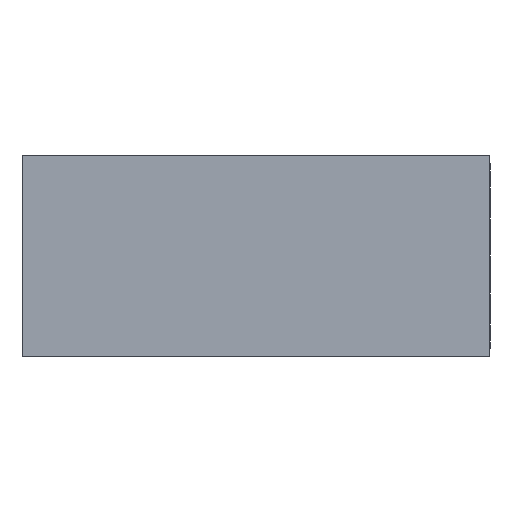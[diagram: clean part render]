
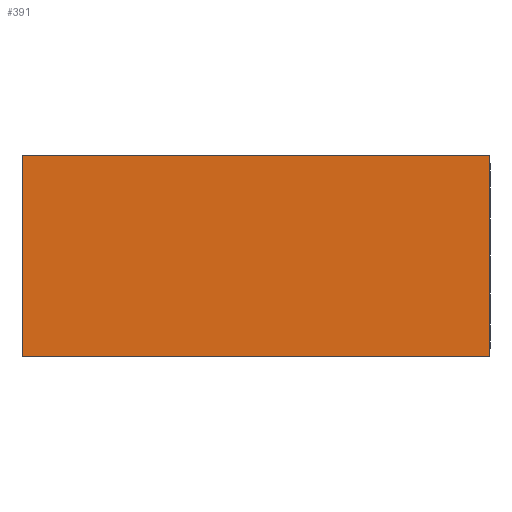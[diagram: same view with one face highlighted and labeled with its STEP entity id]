
A CAD part, front view. The second image highlights one B-rep face of the part: STEP entity #391.
In plain terms, the highlighted planar face has unit normal (0, -1, 0).
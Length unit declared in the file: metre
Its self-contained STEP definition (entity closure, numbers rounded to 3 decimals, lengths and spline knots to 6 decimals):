
#391 = ADVANCED_FACE( 'NONE', ( #908 ), #909, .F. );
#908 = FACE_OUTER_BOUND( '', #1546, .T. );
#909 = PLANE( '', #1547 );
#1546 = EDGE_LOOP( '', ( #2690, #2691, #2692, #2693 ) );
#1547 = AXIS2_PLACEMENT_3D( '', #2694, #2695, #2696 );
#2690 = ORIENTED_EDGE( '', *, *, #3936, .T. );
#2691 = ORIENTED_EDGE( '', *, *, #3720, .F. );
#2692 = ORIENTED_EDGE( '', *, *, #3937, .T. );
#2693 = ORIENTED_EDGE( '', *, *, #3858, .T. );
#2694 = CARTESIAN_POINT( '', ( -0.029, -0.015, 0.0125 ) );
#2695 = DIRECTION( '', ( 0., 1., 0. ) );
#2696 = DIRECTION( '', ( 1., 0., 0. ) );
#3720 = EDGE_CURVE( 'NONE', #4486, #4481, #4488, .T. );
#3858 = EDGE_CURVE( 'NONE', #4711, #4709, #4712, .T. );
#3936 = EDGE_CURVE( 'NONE', #4709, #4481, #4824, .T. );
#3937 = EDGE_CURVE( 'NONE', #4486, #4711, #4825, .T. );
#4481 = VERTEX_POINT( 'NONE', #5762 );
#4486 = VERTEX_POINT( 'NONE', #5769 );
#4488 = LINE( '', #5772, #5773 );
#4709 = VERTEX_POINT( 'NONE', #6142 );
#4711 = VERTEX_POINT( 'NONE', #6145 );
#4712 = LINE( '', #6146, #6147 );
#4824 = LINE( '', #6477, #6478 );
#4825 = LINE( '', #6479, #6480 );
#5762 = CARTESIAN_POINT( '', ( 0.029, -0.015, 0.0125 ) );
#5769 = CARTESIAN_POINT( '', ( -0.029, -0.015, 0.0125 ) );
#5772 = CARTESIAN_POINT( '', ( -0.029, -0.015, 0.0125 ) );
#5773 = VECTOR( '', #7203, 1. );
#6142 = CARTESIAN_POINT( '', ( 0.029, -0.015, -0.0125 ) );
#6145 = CARTESIAN_POINT( '', ( -0.029, -0.015, -0.0125 ) );
#6146 = CARTESIAN_POINT( '', ( -0.029, -0.015, -0.0125 ) );
#6147 = VECTOR( '', #7348, 1. );
#6477 = CARTESIAN_POINT( '', ( 0.029, -0.015, 0.0125 ) );
#6478 = VECTOR( '', #7424, 1. );
#6479 = CARTESIAN_POINT( '', ( -0.029, -0.015, 0.0125 ) );
#6480 = VECTOR( '', #7425, 1. );
#7203 = DIRECTION( '', ( 1., 0., 0. ) );
#7348 = DIRECTION( '', ( 1., 0., 0. ) );
#7424 = DIRECTION( '', ( 0., 0., 1. ) );
#7425 = DIRECTION( '', ( 0., 0., -1. ) );
